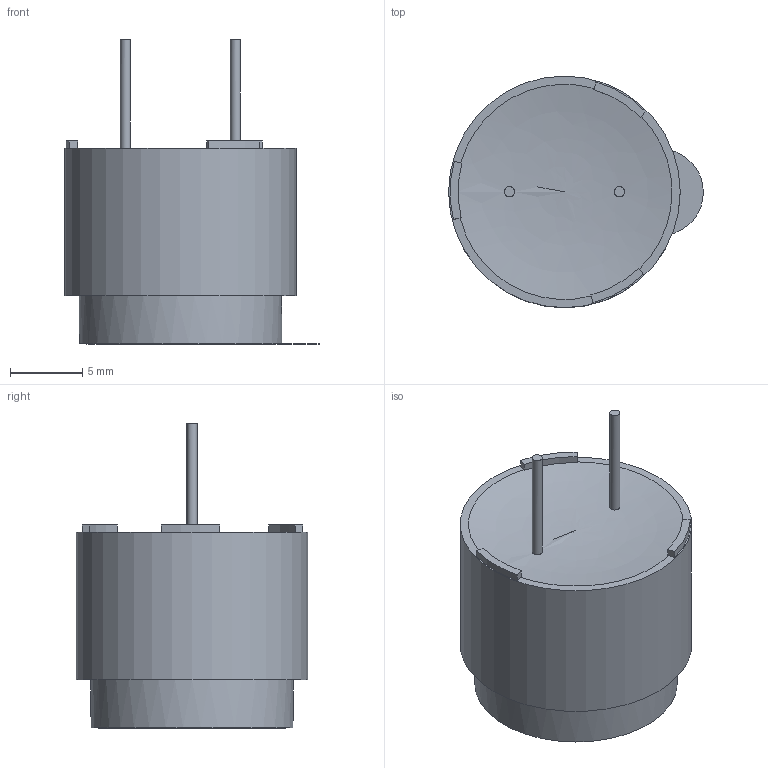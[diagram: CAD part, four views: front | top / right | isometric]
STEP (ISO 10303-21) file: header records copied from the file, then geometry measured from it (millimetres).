
FILE_DESCRIPTION(/* description */ (''),/* implementation_level */ '2;1');
FILE_NAME(/* name */ 'AT-1620-TWT-R.ipt.stp',/* time_stamp */ '2020-05-28T15:59:31-04:00',/* author */ ('J.D.'),/* organization */ (''),/* preprocessor_version */ 'ST-DEVELOPER v16.1',/* originating_system */ 'Autodesk Inventor 2016',/* authorisation */ '');
FILE_SCHEMA (('AUTOMOTIVE_DESIGN { 1 0 10303 214 3 1 1 }'));
Length unit declared in the file: millimetre
Products named in the file (1): AT-1620-TWT-R
Bounding box: 17.6 x 16 x 21.05 mm (x, y, z)
Volume: 2231.3 mm3; surface area: 1441.1 mm2
Topology: 1 solids, 2 shells, 39 faces, 89 edges, 57 vertices
Faces by surface type: plane 24, cylinder 14, bspline 1
Full cylindrical faces by diameter (mm): 0.7 x2, 3.2 x1, 11 x1, 14 x1, 16 x1
Entity records: 1262 total; most frequent: CARTESIAN_POINT 316, DIRECTION 186, ORIENTED_EDGE 158, EDGE_CURVE 79, AXIS2_PLACEMENT_3D 73, VERTEX_POINT 54, EDGE_LOOP 49, LINE 40
